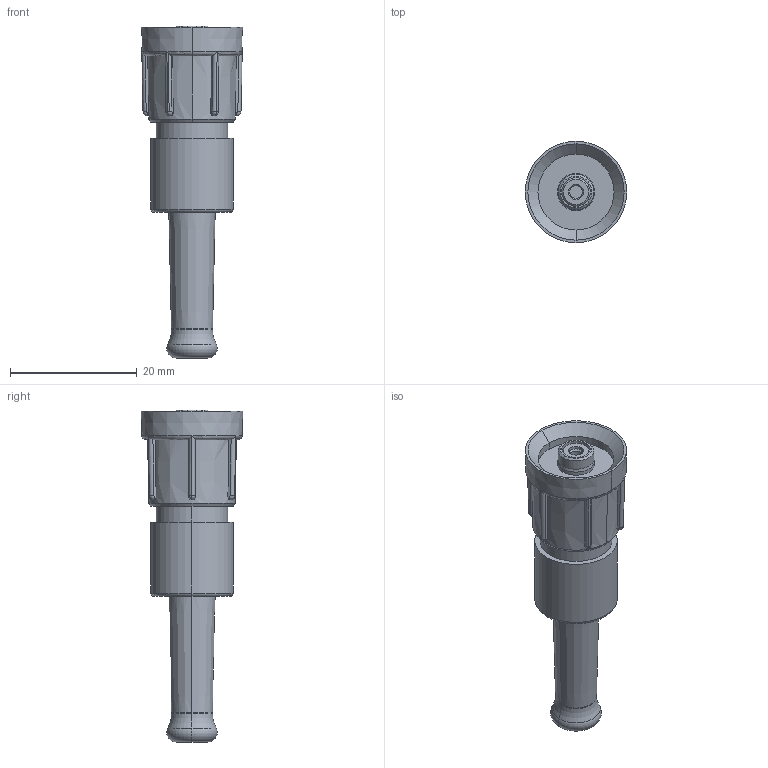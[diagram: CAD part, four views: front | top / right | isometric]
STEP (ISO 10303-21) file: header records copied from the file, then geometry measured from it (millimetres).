
FILE_DESCRIPTION (( 'STEP AP214' ), '1' );
FILE_NAME ('J01251A0017.STEP', '2018-11-19T14:04:27', ( '' ), ( '' ), 'SwSTEP 2.0', 'SolidWorks 2017', '' );
FILE_SCHEMA (( 'AUTOMOTIVE_DESIGN' ));
Length unit declared in the file: millimetre
Products named in the file (1): J01251A0017
Bounding box: 16 x 16 x 52.4 mm (x, y, z)
Volume: 4776.2 mm3; surface area: 2481.1 mm2
Topology: 1 solids, 1 shells, 118 faces, 274 edges, 167 vertices
Faces by surface type: cylinder 44, plane 29, torus 27, cone 18
Entity records: 4797 total; most frequent: CARTESIAN_POINT 798, DIRECTION 600, ORIENTED_EDGE 548, EDGE_CURVE 274, AXIS2_PLACEMENT_3D 257, VERTEX_POINT 167, CIRCLE 138, EDGE_LOOP 127
